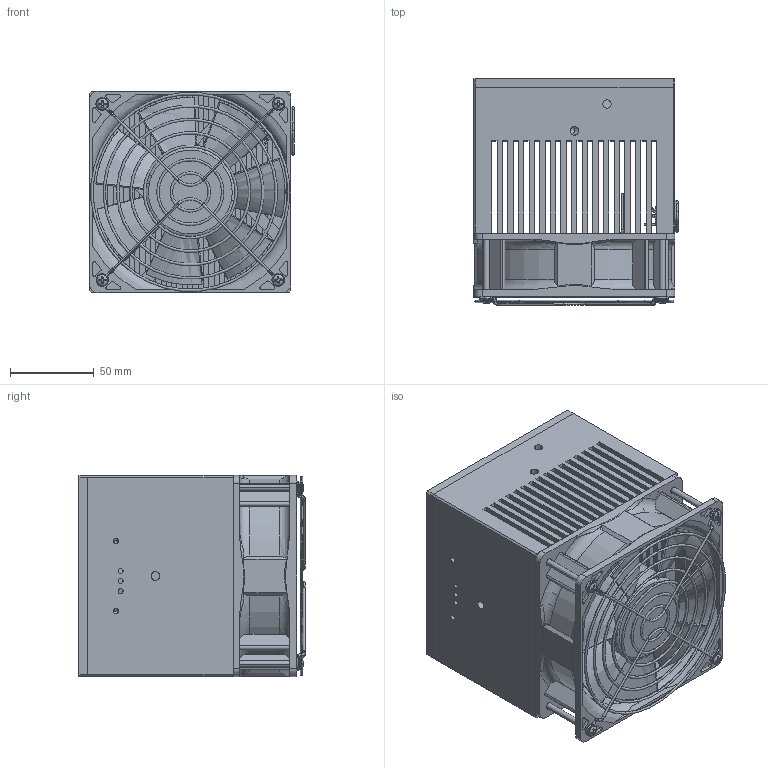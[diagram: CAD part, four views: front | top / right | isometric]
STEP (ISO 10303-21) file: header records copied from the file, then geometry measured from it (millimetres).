
FILE_DESCRIPTION (( 'STEP AP214' ), '1' );
FILE_NAME ('SK-9674 UP55G-600F-HD.STEP', '2017-11-13T16:41:23', ( '' ), ( '' ), 'SwSTEP 2.0', 'SolidWorks 2016', '' );
FILE_SCHEMA (( 'AUTOMOTIVE_DESIGN' ));
Length unit declared in the file: millimetre
Products named in the file (1): SK-9674 UP55G-600F-HD
Bounding box: 122 x 135.2 x 120 mm (x, y, z)
Volume: 1104269.3 mm3; surface area: 401463.6 mm2
Topology: 38 solids, 38 shells, 1546 faces, 4167 edges, 2686 vertices
Faces by surface type: plane 638, cylinder 583, cone 146, torus 111, bspline 68
Entity records: 82673 total; most frequent: CARTESIAN_POINT 27795, ORIENTED_EDGE 8266, DIRECTION 7459, EDGE_CURVE 4133, AXIS2_PLACEMENT_3D 2747, VERTEX_POINT 2684, VECTOR 1965, LINE 1965
